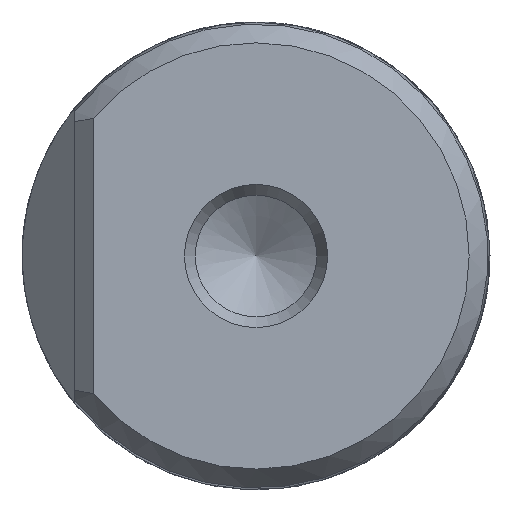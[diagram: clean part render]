
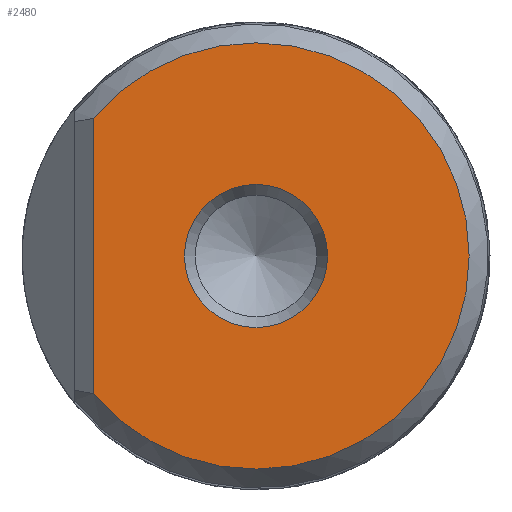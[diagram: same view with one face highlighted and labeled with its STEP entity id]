
A CAD part, left-side view. The second image highlights one B-rep face of the part: STEP entity #2480.
In plain terms, the highlighted planar face has unit normal (-1, 0, 0).
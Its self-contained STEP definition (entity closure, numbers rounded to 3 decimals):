
#77 = EDGE_CURVE ( 'NONE', #1664, #1664, #2007, .T. ) ;
#137 = VERTEX_POINT ( 'NONE', #1993 ) ;
#147 = CARTESIAN_POINT ( 'NONE',  ( -180.05, 8.7, 7.367 ) ) ;
#250 = EDGE_LOOP ( 'NONE', ( #1245 ) ) ;
#407 = DIRECTION ( 'NONE',  ( -1., 0., 0. ) ) ;
#429 = EDGE_LOOP ( 'NONE', ( #798, #1685 ) ) ;
#456 = EDGE_CURVE ( 'NONE', #655, #137, #1775, .T. ) ;
#655 = VERTEX_POINT ( 'NONE', #147 ) ;
#768 = AXIS2_PLACEMENT_3D ( 'NONE', #2666, #2692, #1338 ) ;
#769 = DIRECTION ( 'NONE',  ( 0., 0., -1. ) ) ;
#798 = ORIENTED_EDGE ( 'NONE', *, *, #3513, .F. ) ;
#1061 = DIRECTION ( 'NONE',  ( 1., 0., 0. ) ) ;
#1245 = ORIENTED_EDGE ( 'NONE', *, *, #77, .T. ) ;
#1338 = DIRECTION ( 'NONE',  ( 0., 0., -1. ) ) ;
#1355 = CARTESIAN_POINT ( 'NONE',  ( -180.05, 0., 0. ) ) ;
#1565 = AXIS2_PLACEMENT_3D ( 'NONE', #1355, #1061, #769 ) ;
#1664 = VERTEX_POINT ( 'NONE', #1960 ) ;
#1685 = ORIENTED_EDGE ( 'NONE', *, *, #456, .F. ) ;
#1775 = CIRCLE ( 'NONE', #768, 11.4 ) ;
#1921 = FACE_OUTER_BOUND ( 'NONE', #429, .T. ) ;
#1929 = VECTOR ( 'NONE', #3034, 1000. ) ;
#1960 = CARTESIAN_POINT ( 'NONE',  ( -180.05, 0., -3.827 ) ) ;
#1993 = CARTESIAN_POINT ( 'NONE',  ( -180.05, 8.7, -7.367 ) ) ;
#2007 = CIRCLE ( 'NONE', #1565, 3.827 ) ;
#2070 = PLANE ( 'NONE',  #2672 ) ;
#2134 = CARTESIAN_POINT ( 'NONE',  ( -180.05, 8.7, 0. ) ) ;
#2351 = DIRECTION ( 'NONE',  ( 0., 0., 1. ) ) ;
#2480 = ADVANCED_FACE ( 'NONE', ( #3462, #1921 ), #2070, .T. ) ;
#2666 = CARTESIAN_POINT ( 'NONE',  ( -180.05, 0., 0. ) ) ;
#2672 = AXIS2_PLACEMENT_3D ( 'NONE', #3241, #407, #2351 ) ;
#2692 = DIRECTION ( 'NONE',  ( 1., 0., 0. ) ) ;
#3034 = DIRECTION ( 'NONE',  ( 0., 0., 1. ) ) ;
#3241 = CARTESIAN_POINT ( 'NONE',  ( -180.05, 11.4, 0. ) ) ;
#3462 = FACE_BOUND ( 'NONE', #250, .T. ) ;
#3466 = LINE ( 'NONE', #2134, #1929 ) ;
#3513 = EDGE_CURVE ( 'NONE', #137, #655, #3466, .T. ) ;
